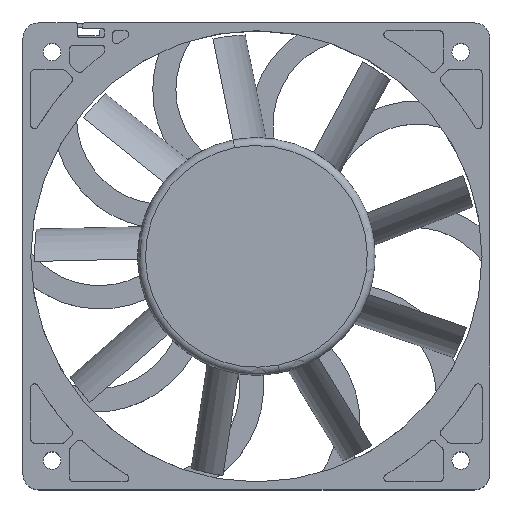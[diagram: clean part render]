
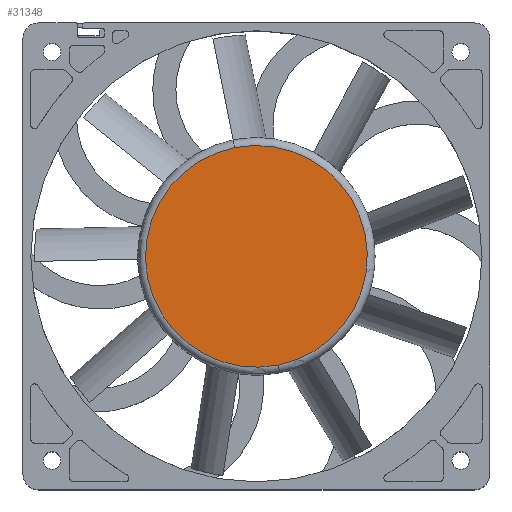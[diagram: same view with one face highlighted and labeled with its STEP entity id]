
A CAD part, top view. The second image highlights one B-rep face of the part: STEP entity #31348.
In plain terms, the highlighted planar face has unit normal (0, 0, 1).
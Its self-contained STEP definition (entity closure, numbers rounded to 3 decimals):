
#3085 = DIRECTION ( 'NONE',  ( -0.196, 0.981, 0. ) ) ;
#3520 = DIRECTION ( 'NONE',  ( -0.196, 0.981, 0. ) ) ;
#3943 = DIRECTION ( 'NONE',  ( 0., 0., 1. ) ) ;
#6141 = CIRCLE ( 'NONE', #24676, 28.5 ) ;
#7046 = DIRECTION ( 'NONE',  ( 0., 0., 1. ) ) ;
#9995 = EDGE_CURVE ( 'NONE', #30048, #41871, #6141, .T. ) ;
#13382 = EDGE_CURVE ( 'NONE', #41871, #30048, #44807, .T. ) ;
#16064 = AXIS2_PLACEMENT_3D ( 'NONE', #16728, #34234, #3085 ) ;
#16728 = CARTESIAN_POINT ( 'NONE',  ( -1.426, 5.771, 136.259 ) ) ;
#16887 = PLANE ( 'NONE',  #16064 ) ;
#17789 = CARTESIAN_POINT ( 'NONE',  ( -7.016, 33.717, 136.259 ) ) ;
#19202 = CARTESIAN_POINT ( 'NONE',  ( 4.164, -22.175, 136.259 ) ) ;
#24584 = CARTESIAN_POINT ( 'NONE',  ( -1.426, 5.771, 136.259 ) ) ;
#24676 = AXIS2_PLACEMENT_3D ( 'NONE', #25002, #3943, #35736 ) ;
#25002 = CARTESIAN_POINT ( 'NONE',  ( -1.426, 5.771, 136.259 ) ) ;
#30048 = VERTEX_POINT ( 'NONE', #19202 ) ;
#31348 = ADVANCED_FACE ( 'NONE', ( #44512 ), #16887, .F. ) ;
#34234 = DIRECTION ( 'NONE',  ( 0., 0., -1. ) ) ;
#35736 = DIRECTION ( 'NONE',  ( -0.196, 0.981, 0. ) ) ;
#36579 = EDGE_LOOP ( 'NONE', ( #39253, #41319 ) ) ;
#39253 = ORIENTED_EDGE ( 'NONE', *, *, #13382, .T. ) ;
#41319 = ORIENTED_EDGE ( 'NONE', *, *, #9995, .T. ) ;
#41871 = VERTEX_POINT ( 'NONE', #17789 ) ;
#43313 = AXIS2_PLACEMENT_3D ( 'NONE', #24584, #7046, #3520 ) ;
#44512 = FACE_OUTER_BOUND ( 'NONE', #36579, .T. ) ;
#44807 = CIRCLE ( 'NONE', #43313, 28.5 ) ;
